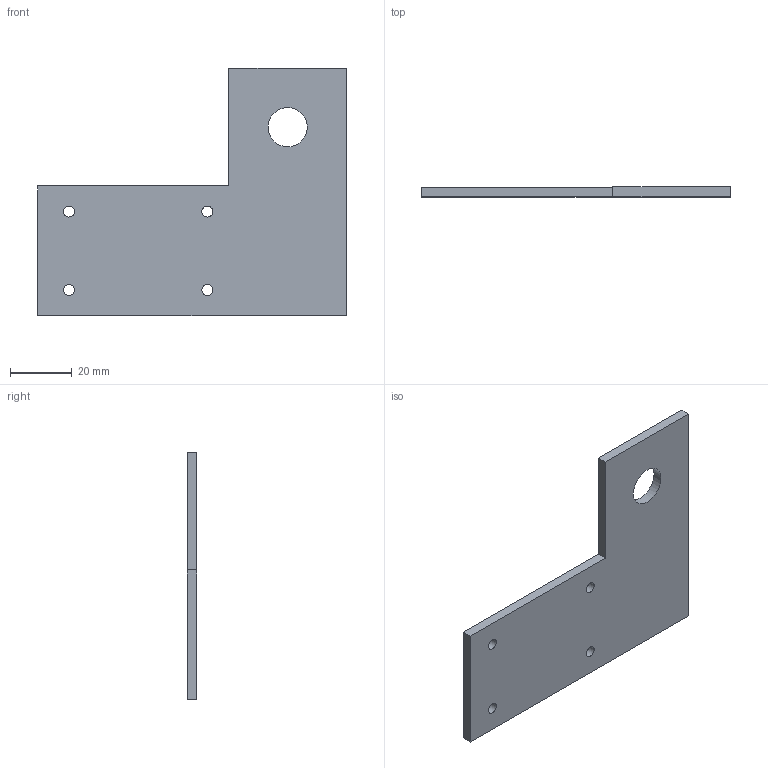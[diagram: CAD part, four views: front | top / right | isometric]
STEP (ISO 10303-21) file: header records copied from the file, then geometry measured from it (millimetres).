
FILE_DESCRIPTION(/* description */ (''),/* implementation_level */ '2;1');
FILE_NAME(/* name */ 'INGESTOR_MOTOR_MOUNTS.stp',/* time_stamp */ '2014-01-28T19:34:57-05:00',/* author */ ('habib asif'),/* organization */ (''),/* preprocessor_version */ 'ST-DEVELOPER v15.2',/* originating_system */ 'Autodesk Inventor 2014',/* authorisation */ '');
FILE_SCHEMA (('AUTOMOTIVE_DESIGN { 1 0 10303 214 3 1 1 }'));
Length unit declared in the file: inch
Products named in the file (1): INGESTOR_MOTOR_MOUNTS
Bounding box: 100.08 x 3.17 x 80.1 mm (x, y, z)
Volume: 17426.6 mm3; surface area: 12389.5 mm2
Topology: 1 solids, 1 shells, 13 faces, 33 edges, 22 vertices
Faces by surface type: plane 8, cylinder 5
Full cylindrical faces by diameter (mm): 3.543 x4, 12.7 x1
Entity records: 415 total; most frequent: DIRECTION 66, CARTESIAN_POINT 64, ORIENTED_EDGE 56, EDGE_LOOP 28, EDGE_CURVE 28, AXIS2_PLACEMENT_3D 24, VERTEX_POINT 22, LINE 18
